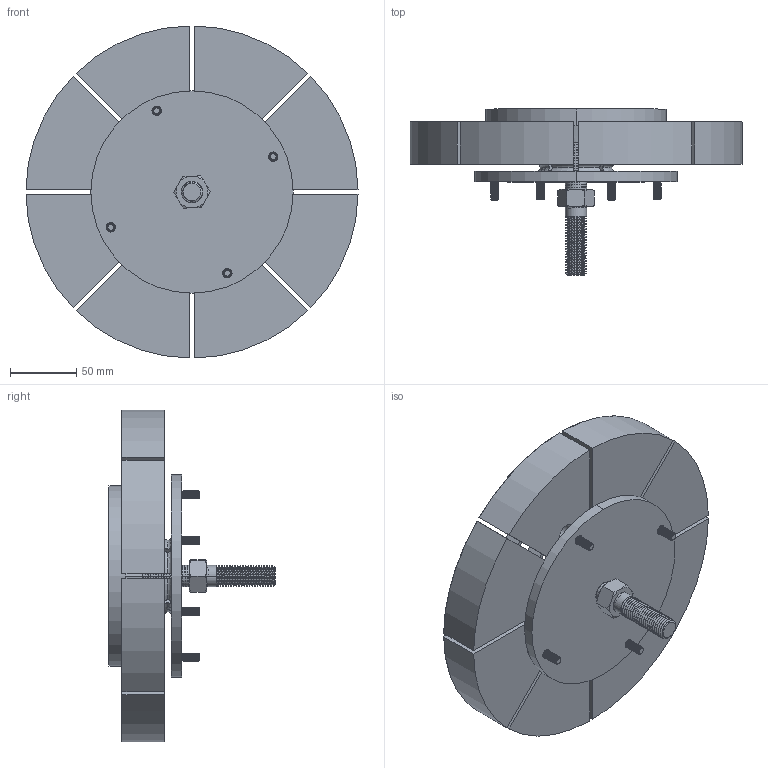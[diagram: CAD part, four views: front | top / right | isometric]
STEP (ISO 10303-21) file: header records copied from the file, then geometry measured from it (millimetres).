
FILE_DESCRIPTION (( 'STEP AP214' ), '1' );
FILE_NAME ('38550.STEP', '2017-08-24T15:07:36', ( 'Mike W' ), ( '' ), 'SwSTEP 2.0', 'SolidWorks 2017', '' );
FILE_SCHEMA (( 'AUTOMOTIVE_DESIGN' ));
Length unit declared in the file: inch
Products named in the file (8): 30001_30001; 38062L_38062L; 30002_30002; 38072_38072; M620MM FHCS_M620MM FHCS; M16 FHN_M16 FHN; 131550_131550 ; 38550
Assembly tree (10 placements, depth 2):
  38550
    131550_131550 
    M16 FHN_M16 FHN
    M620MM FHCS_M620MM FHCS  x4
    38072_38072
    30002_30002
    38062L_38062L
    30001_30001
Bounding box: 250.17 x 125.1 x 250.17 mm (x, y, z)
Volume: 1670971.1 mm3; surface area: 263862.5 mm2
Topology: 10 solids, 10 shells, 914 faces, 2486 edges, 1600 vertices
Faces by surface type: cylinder 580, plane 151, cone 139, torus 32, bspline 12
Entity records: 30215 total; most frequent: CARTESIAN_POINT 15399, ORIENTED_EDGE 3448, DIRECTION 2691, EDGE_CURVE 1724, VERTEX_POINT 1108, AXIS2_PLACEMENT_3D 1028, EDGE_LOOP 664, VECTOR 635
